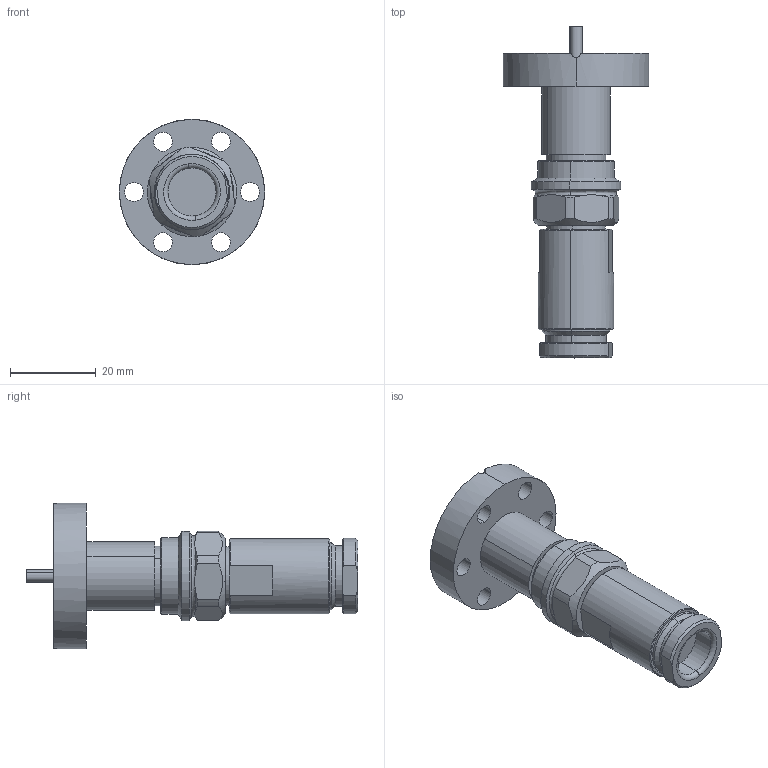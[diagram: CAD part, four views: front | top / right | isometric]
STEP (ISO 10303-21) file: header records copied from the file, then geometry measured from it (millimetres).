
FILE_DESCRIPTION (( 'STEP AP214' ), '1' );
FILE_NAME ('242-N50-C16-LN.STEP', '2020-11-02T15:22:11', ( '' ), ( '' ), 'SwSTEP 2.0', 'SolidWorks 2017', '' );
FILE_SCHEMA (( 'AUTOMOTIVE_DESIGN' ));
Length unit declared in the file: millimetre
Products named in the file (8): 9242-N50-HSG; 242-N50-C16-LN; 9242-N50-PIN; 9242-N50; 241-CON-N-RG213; 242-N50; 9242-N50-CER; 419-CF16-WX2_419-CF16-WX2
Assembly tree (7 placements, depth 4):
  242-N50-C16-LN
    419-CF16-WX2_419-CF16-WX2
    242-N50
      9242-N50
        9242-N50-HSG
        9242-N50-CER
        9242-N50-PIN
      241-CON-N-RG213
Bounding box: 33.8 x 77.22 x 33.8 mm (x, y, z)
Volume: 7713.9 mm3; surface area: 11401.7 mm2
Topology: 4 solids, 6 shells, 179 faces, 413 edges, 257 vertices
Faces by surface type: cylinder 80, cone 54, plane 37, bspline 6, torus 2
Entity records: 5655 total; most frequent: CARTESIAN_POINT 1220, DIRECTION 950, ORIENTED_EDGE 816, EDGE_CURVE 409, AXIS2_PLACEMENT_3D 403, VERTEX_POINT 257, CIRCLE 217, EDGE_LOOP 213
